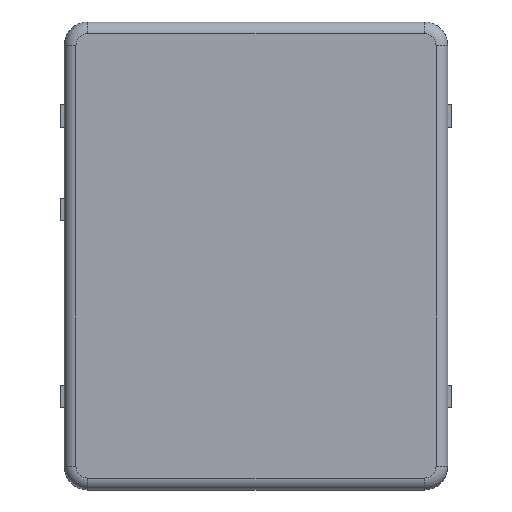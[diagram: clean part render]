
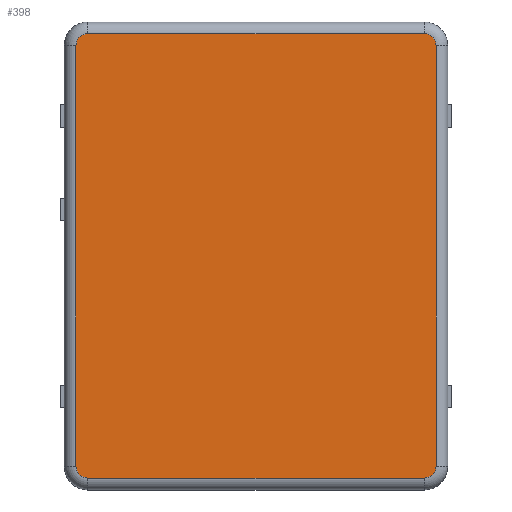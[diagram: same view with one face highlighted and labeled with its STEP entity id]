
A CAD part, top view. The second image highlights one B-rep face of the part: STEP entity #398.
In plain terms, the highlighted planar face has unit normal (0, 0, 1).
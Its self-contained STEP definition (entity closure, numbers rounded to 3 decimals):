
#151 = VERTEX_POINT('',#152);
#152 = CARTESIAN_POINT('',(4.888,-5.715,4.51));
#159 = EDGE_CURVE('',#151,#160,#162,.T.);
#160 = VERTEX_POINT('',#161);
#161 = CARTESIAN_POINT('',(4.888,5.715,4.51));
#162 = LINE('',#163,#164);
#163 = CARTESIAN_POINT('',(4.888,-5.715,4.51));
#164 = VECTOR('',#165,1.);
#165 = DIRECTION('',(0.,1.,0.));
#245 = VERTEX_POINT('',#246);
#246 = CARTESIAN_POINT('',(4.57,6.033,4.51));
#253 = EDGE_CURVE('',#160,#245,#254,.T.);
#254 = CIRCLE('',#255,0.318);
#255 = AXIS2_PLACEMENT_3D('',#256,#257,#258);
#256 = CARTESIAN_POINT('',(4.57,5.715,4.51));
#257 = DIRECTION('',(0.,0.,1.));
#258 = DIRECTION('',(1.,0.,0.));
#377 = VERTEX_POINT('',#378);
#378 = CARTESIAN_POINT('',(4.57,-6.033,4.51));
#387 = EDGE_CURVE('',#377,#151,#388,.T.);
#388 = CIRCLE('',#389,0.318);
#389 = AXIS2_PLACEMENT_3D('',#390,#391,#392);
#390 = CARTESIAN_POINT('',(4.57,-5.715,4.51));
#391 = DIRECTION('',(0.,0.,1.));
#392 = DIRECTION('',(0.,-1.,0.));
#398 = ADVANCED_FACE('',(#399),#444,.T.);
#399 = FACE_BOUND('',#400,.T.);
#400 = EDGE_LOOP('',(#401,#409,#418,#426,#435,#441,#442,#443));
#401 = ORIENTED_EDGE('',*,*,#402,.T.);
#402 = EDGE_CURVE('',#245,#403,#405,.T.);
#403 = VERTEX_POINT('',#404);
#404 = CARTESIAN_POINT('',(-4.57,6.033,4.51));
#405 = LINE('',#406,#407);
#406 = CARTESIAN_POINT('',(4.57,6.033,4.51));
#407 = VECTOR('',#408,1.);
#408 = DIRECTION('',(-1.,0.,0.));
#409 = ORIENTED_EDGE('',*,*,#410,.T.);
#410 = EDGE_CURVE('',#403,#411,#413,.T.);
#411 = VERTEX_POINT('',#412);
#412 = CARTESIAN_POINT('',(-4.888,5.715,4.51));
#413 = CIRCLE('',#414,0.318);
#414 = AXIS2_PLACEMENT_3D('',#415,#416,#417);
#415 = CARTESIAN_POINT('',(-4.57,5.715,4.51));
#416 = DIRECTION('',(0.,0.,1.));
#417 = DIRECTION('',(0.,1.,0.));
#418 = ORIENTED_EDGE('',*,*,#419,.T.);
#419 = EDGE_CURVE('',#411,#420,#422,.T.);
#420 = VERTEX_POINT('',#421);
#421 = CARTESIAN_POINT('',(-4.888,-5.715,4.51));
#422 = LINE('',#423,#424);
#423 = CARTESIAN_POINT('',(-4.888,5.715,4.51));
#424 = VECTOR('',#425,1.);
#425 = DIRECTION('',(0.,-1.,0.));
#426 = ORIENTED_EDGE('',*,*,#427,.T.);
#427 = EDGE_CURVE('',#420,#428,#430,.T.);
#428 = VERTEX_POINT('',#429);
#429 = CARTESIAN_POINT('',(-4.57,-6.033,4.51));
#430 = CIRCLE('',#431,0.318);
#431 = AXIS2_PLACEMENT_3D('',#432,#433,#434);
#432 = CARTESIAN_POINT('',(-4.57,-5.715,4.51));
#433 = DIRECTION('',(0.,0.,1.));
#434 = DIRECTION('',(-1.,0.,0.));
#435 = ORIENTED_EDGE('',*,*,#436,.T.);
#436 = EDGE_CURVE('',#428,#377,#437,.T.);
#437 = LINE('',#438,#439);
#438 = CARTESIAN_POINT('',(-4.57,-6.033,4.51));
#439 = VECTOR('',#440,1.);
#440 = DIRECTION('',(1.,0.,0.));
#441 = ORIENTED_EDGE('',*,*,#387,.T.);
#442 = ORIENTED_EDGE('',*,*,#159,.T.);
#443 = ORIENTED_EDGE('',*,*,#253,.T.);
#444 = PLANE('',#445);
#445 = AXIS2_PLACEMENT_3D('',#446,#447,#448);
#446 = CARTESIAN_POINT('',(0.,0.,4.51));
#447 = DIRECTION('',(0.,0.,1.));
#448 = DIRECTION('',(1.,0.,0.));
